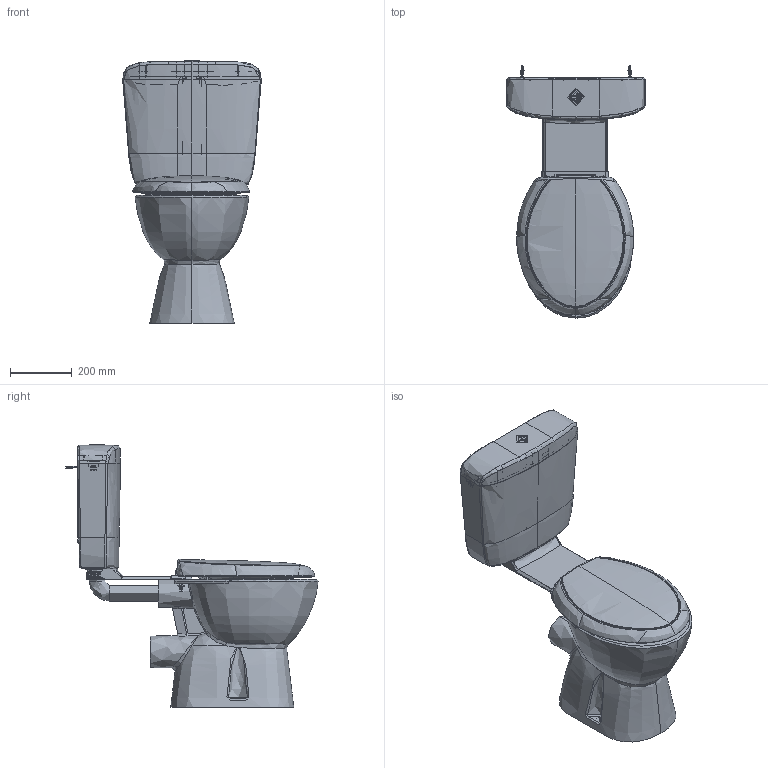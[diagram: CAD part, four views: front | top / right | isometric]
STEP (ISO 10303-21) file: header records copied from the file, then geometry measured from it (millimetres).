
FILE_DESCRIPTION(/* description */ (''),/* implementation_level */ '2;1');
FILE_NAME(/* name */ 'STEP - 1832133',/* time_stamp */ '2025-03-11T17:06:37+11:00',/* author */ (''),/* organization */ (''),/* preprocessor_version */ 'ST-DEVELOPER v16.5',/* originating_system */ 'Rhino 7.37',/* authorisation */ '');
FILE_SCHEMA (('AUTOMOTIVE_DESIGN'));
Products named in the file (20): Document; B683-D9-RPC1_ASM20; MSBR-118; MSBR-217; MSBR-415; MSBR-514; MSBR-713; MSBR-812; MSBR-911; MSBR-1010; MSBR-1219; MSBR-138; MSBR-199; MSBR-203; MSBR-214; MSBR-2212; MSBR-316; MSBR-176; MSBR-185; MSBR-147
Assembly tree (19 placements, depth 3):
  Document
    B683-D9-RPC1_ASM20
      MSBR-118
      MSBR-217
      MSBR-415
      MSBR-514
      MSBR-713
      MSBR-812
      MSBR-911
      MSBR-1010
      MSBR-1219
      MSBR-138
      MSBR-199
      MSBR-203
      MSBR-214
      MSBR-2212
      MSBR-316
      MSBR-176
      MSBR-185
      MSBR-147
Bounding box: 450 x 818.72 x 852.7 mm (x, y, z)
Volume: 14667496.4 mm3; surface area: 3226123.8 mm2
Topology: 34 solids, 37 shells, 5548 faces, 14080 edges, 8695 vertices
Faces by surface type: bspline 2183, plane 1796, cylinder 1569
Entity records: 315639 total; most frequent: CARTESIAN_POINT 226316, ORIENTED_EDGE 28044, EDGE_CURVE 14034, B_SPLINE_CURVE_WITH_KNOTS 10113, VERTEX_POINT 8690, EDGE_LOOP 5749, ADVANCED_FACE 5548, FACE_OUTER_BOUND 5548
